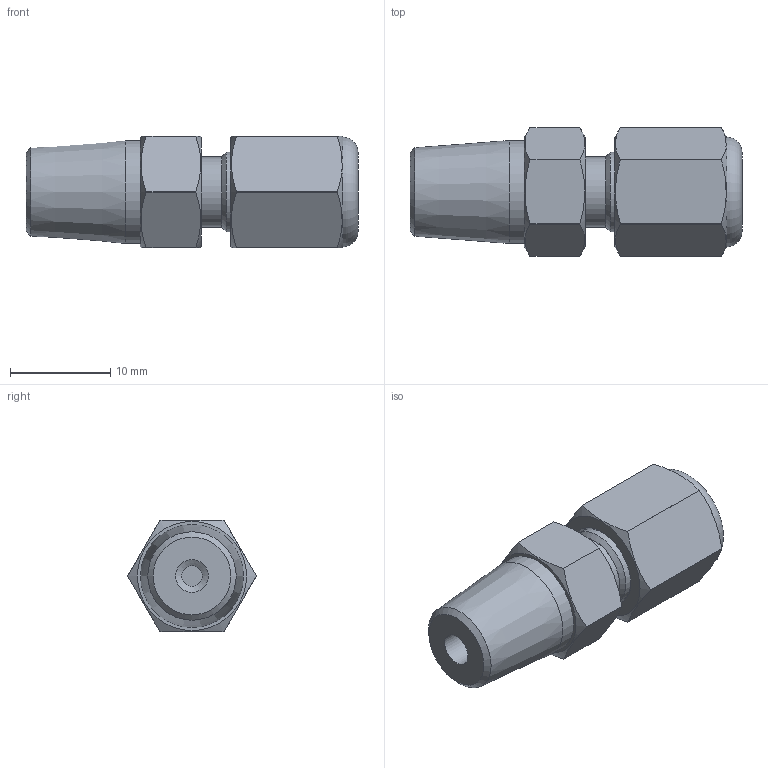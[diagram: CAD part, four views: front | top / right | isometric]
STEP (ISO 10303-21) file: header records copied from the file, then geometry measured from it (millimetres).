
FILE_DESCRIPTION(/* description */ ('Adaptor, union'),/* implementation_level */ '2;1');
FILE_NAME(/* name */ '305077-PEA22 Male pipe to Valco external adapters.stp',/* time_stamp */ '2016-05-10T11:45:30+02:00',/* author */ ('Franzp'),/* organization */ (''),/* preprocessor_version */ 'ST-DEVELOPER v15.6',/* originating_system */ 'Autodesk Inventor 2015',/* authorisation */ '');
FILE_SCHEMA (('AUTOMOTIVE_DESIGN { 1 0 10303 214 3 1 1 }'));
Length unit declared in the file: centimetre
Products named in the file (1): 305077
Bounding box: 33.18 x 12.83 x 11.11 mm (x, y, z)
Volume: 2734.6 mm3; surface area: 1628.3 mm2
Topology: 1 solids, 1 shells, 53 faces, 124 edges, 81 vertices
Faces by surface type: plane 22, cylinder 18, cone 12, torus 1
Full cylindrical faces by diameter (mm): 3.251 x1, 3.264 x1, 3.3 x1, 7 x1, 7.938 x1, 10.287 x1
Entity records: 1442 total; most frequent: CARTESIAN_POINT 274, DIRECTION 232, ORIENTED_EDGE 196, AXIS2_PLACEMENT_3D 104, EDGE_CURVE 98, EDGE_LOOP 80, VERTEX_POINT 74, FACE_OUTER_BOUND 53
